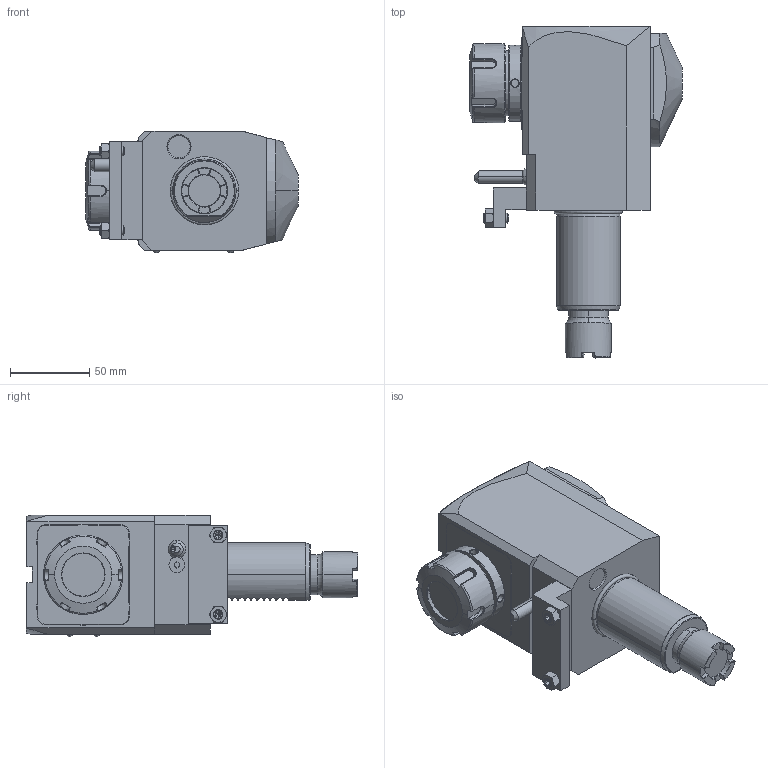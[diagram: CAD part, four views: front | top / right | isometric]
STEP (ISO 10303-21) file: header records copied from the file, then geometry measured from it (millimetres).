
FILE_DESCRIPTION((''),'2;1');
FILE_NAME('NGT1_40_251_32_1_2_80JD','2019-04-15T',('vali'),('NOVA GRUP'),'PRO/ENGINEER BY PARAMETRIC TECHNOLOGY CORPORATION, 2010280','PRO/ENGINEER BY PARAMETRIC TECHNOLOGY CORPORATION, 2010280','');
FILE_SCHEMA(('CONFIG_CONTROL_DESIGN'));
Length unit declared in the file: millimetre
Products named in the file (1): NGT1_40_251_32_1_2_80JD
Bounding box: 133.6 x 209 x 76.6 mm (x, y, z)
Volume: 910626.5 mm3; surface area: 74644 mm2
Topology: 1 solids, 1 shells, 450 faces, 1145 edges, 708 vertices
Faces by surface type: plane 189, cone 87, cylinder 86, bspline 66, torus 14, sphere 6, extrusion 2
Entity records: 18945 total; most frequent: CARTESIAN_POINT 9062, ORIENTED_EDGE 2258, DIRECTION 1687, EDGE_CURVE 1129, VERTEX_POINT 708, AXIS2_PLACEMENT_3D 617, EDGE_LOOP 477, VECTOR 453
